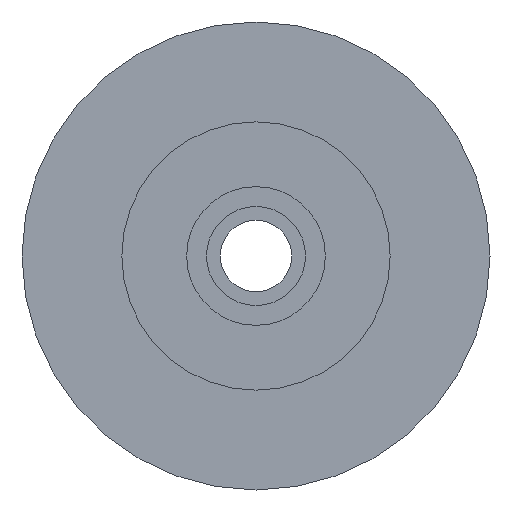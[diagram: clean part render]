
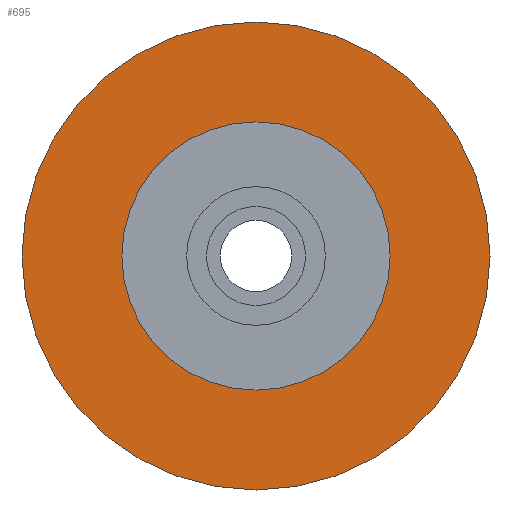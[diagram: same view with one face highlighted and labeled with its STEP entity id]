
A CAD part, front view. The second image highlights one B-rep face of the part: STEP entity #695.
In plain terms, the highlighted planar face has unit normal (0, -1, 0).
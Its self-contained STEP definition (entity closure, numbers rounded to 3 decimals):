
#82=FACE_BOUND('',#171,.T.);
#98=PLANE('',#898);
#127=FACE_OUTER_BOUND('',#170,.T.);
#170=EDGE_LOOP('',(#513,#514));
#171=EDGE_LOOP('',(#515,#516));
#281=CIRCLE('',#886,15.);
#282=CIRCLE('',#887,15.);
#287=CIRCLE('',#896,8.6);
#288=CIRCLE('',#897,8.6);
#330=VERTEX_POINT('',#1223);
#331=VERTEX_POINT('',#1225);
#336=VERTEX_POINT('',#1241);
#337=VERTEX_POINT('',#1243);
#397=EDGE_CURVE('',#330,#331,#281,.T.);
#398=EDGE_CURVE('',#331,#330,#282,.T.);
#405=EDGE_CURVE('',#337,#336,#287,.T.);
#406=EDGE_CURVE('',#336,#337,#288,.T.);
#513=ORIENTED_EDGE('',*,*,#398,.F.);
#514=ORIENTED_EDGE('',*,*,#397,.F.);
#515=ORIENTED_EDGE('',*,*,#405,.T.);
#516=ORIENTED_EDGE('',*,*,#406,.T.);
#695=ADVANCED_FACE('',(#127,#82),#98,.T.);
#886=AXIS2_PLACEMENT_3D('',#1226,#997,#998);
#887=AXIS2_PLACEMENT_3D('',#1227,#999,#1000);
#896=AXIS2_PLACEMENT_3D('',#1244,#1019,#1020);
#897=AXIS2_PLACEMENT_3D('',#1245,#1021,#1022);
#898=AXIS2_PLACEMENT_3D('',#1246,#1023,#1024);
#997=DIRECTION('center_axis',(0.,1.,0.));
#998=DIRECTION('ref_axis',(1.,0.,0.));
#999=DIRECTION('center_axis',(0.,1.,0.));
#1000=DIRECTION('ref_axis',(1.,0.,0.));
#1019=DIRECTION('center_axis',(0.,1.,0.));
#1020=DIRECTION('ref_axis',(1.,0.,0.));
#1021=DIRECTION('center_axis',(0.,1.,0.));
#1022=DIRECTION('ref_axis',(1.,0.,0.));
#1023=DIRECTION('center_axis',(0.,-1.,0.));
#1024=DIRECTION('ref_axis',(0.,0.,
-1.));
#1223=CARTESIAN_POINT('',(15.,0.,0.));
#1225=CARTESIAN_POINT('',(-15.,0.,0.));
#1226=CARTESIAN_POINT('Origin',(0.,0.,
0.));
#1227=CARTESIAN_POINT('Origin',(0.,0.,
0.));
#1241=CARTESIAN_POINT('',(8.6,0.,0.));
#1243=CARTESIAN_POINT('',(-8.6,0.,0.));
#1244=CARTESIAN_POINT('Origin',(0.,0.,
0.));
#1245=CARTESIAN_POINT('Origin',(0.,0.,
0.));
#1246=CARTESIAN_POINT('Origin',(-15.,0.,0.));
